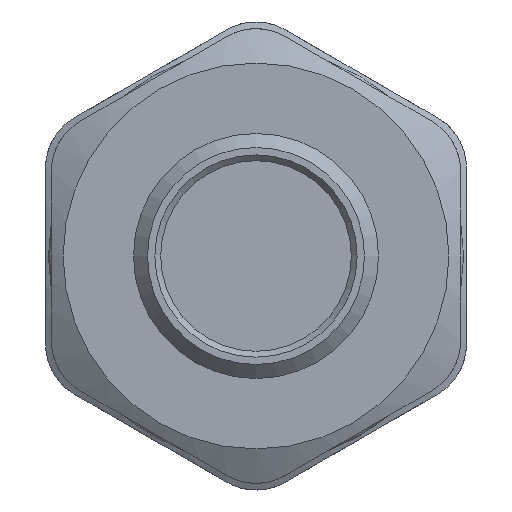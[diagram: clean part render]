
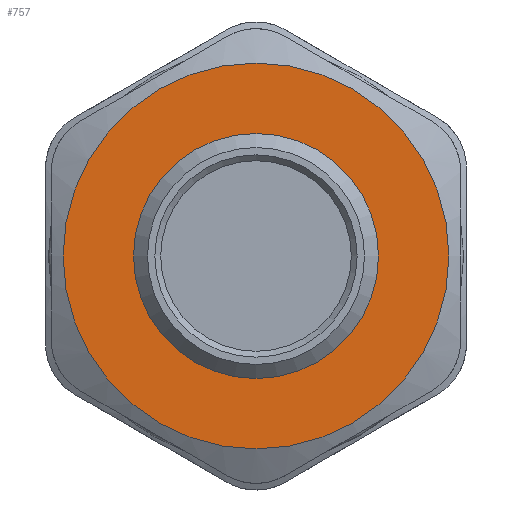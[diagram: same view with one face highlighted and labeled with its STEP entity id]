
A CAD part, front view. The second image highlights one B-rep face of the part: STEP entity #757.
In plain terms, the highlighted planar face has unit normal (0, -1, 0).
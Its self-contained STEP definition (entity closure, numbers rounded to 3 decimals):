
#16=FACE_BOUND('',#274,.T.);
#228=FACE_OUTER_BOUND('',#273,.T.);
#273=EDGE_LOOP('',(#602));
#274=EDGE_LOOP('',(#603));
#308=CIRCLE('',#835,16.5);
#309=CIRCLE('',#836,9.318);
#354=VERTEX_POINT('',#1302);
#355=VERTEX_POINT('',#1304);
#443=EDGE_CURVE('',#354,#354,#308,.T.);
#444=EDGE_CURVE('',#355,#355,#309,.T.);
#602=ORIENTED_EDGE('',*,*,#443,.F.);
#603=ORIENTED_EDGE('',*,*,#444,.T.);
#728=PLANE('',#834);
#757=ADVANCED_FACE('',(#228,#16),#728,.T.);
#834=AXIS2_PLACEMENT_3D('',#1301,#948,#949);
#835=AXIS2_PLACEMENT_3D('',#1303,#950,#951);
#836=AXIS2_PLACEMENT_3D('',#1305,#952,#953);
#948=DIRECTION('center_axis',(0.,-1.,0.));
#949=DIRECTION('ref_axis',(0.,0.,-1.));
#950=DIRECTION('center_axis',(0.,1.,0.));
#951=DIRECTION('ref_axis',(1.,0.,0.));
#952=DIRECTION('center_axis',(0.,1.,0.));
#953=DIRECTION('ref_axis',(1.,0.,0.));
#1301=CARTESIAN_POINT('Origin',(-32.243,-26.936,-0.388));
#1302=CARTESIAN_POINT('',(0.757,-26.936,-0.388));
#1303=CARTESIAN_POINT('Origin',(-15.743,-26.936,-0.388));
#1304=CARTESIAN_POINT('',(-6.425,-26.936,-0.388));
#1305=CARTESIAN_POINT('Origin',(-15.743,-26.936,-0.388));
